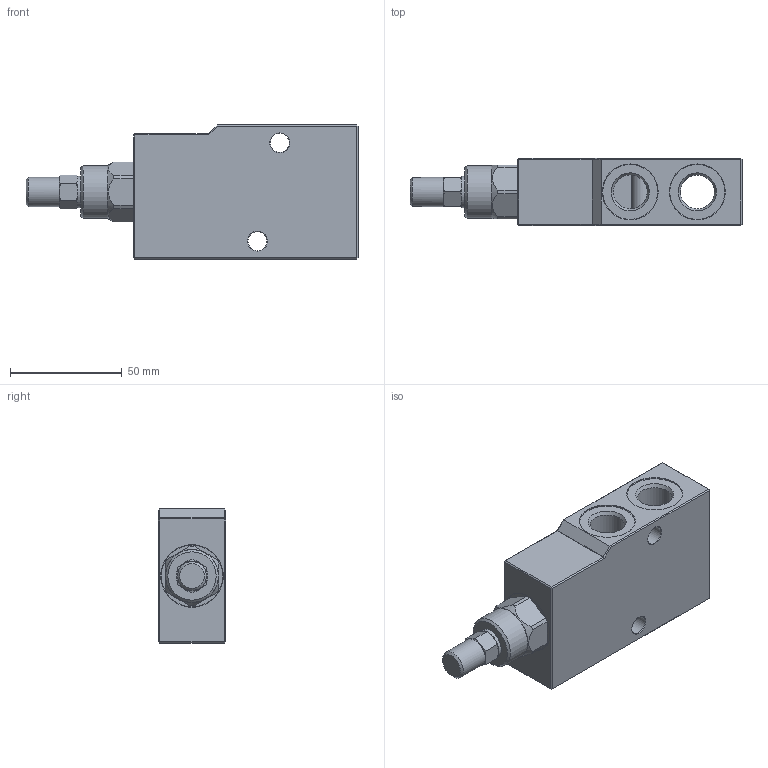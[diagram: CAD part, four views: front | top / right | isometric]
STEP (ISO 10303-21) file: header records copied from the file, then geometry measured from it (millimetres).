
FILE_DESCRIPTION(/* description */ ('Unknown'),/* implementation_level */ '2;1');
FILE_NAME(/* name */ 'V0392',/* time_stamp */ '2017-05-08T09:03:04+02:00',/* author */ ('Unknown'),/* organization */ ('Unknown'),/* preprocessor_version */ 'ST-DEVELOPER v16.7',/* originating_system */ 'DEX',/* authorisation */ $);
FILE_SCHEMA (('AUTOMOTIVE_DESIGN {1 0 10303 214 3 1 1}'));
Length unit declared in the file: millimetre
Products named in the file (1): V0392
Bounding box: 148.5 x 30 x 60 mm (x, y, z)
Surface area: 27479.2 mm2 (no closed solid volume)
Topology: 0 solids, 5 shells, 121 faces, 300 edges, 177 vertices
Faces by surface type: plane 52, cone 23, cylinder 22, bspline 12, torus 12
Full cylindrical faces by diameter (mm): 8.5 x2, 13 x1, 14 x1, 15.2 x4, 23.6 x1, 25 x4
Entity records: 4745 total; most frequent: CARTESIAN_POINT 1795, DIRECTION 501, ORIENTED_EDGE 450, EDGE_CURVE 239, AXIS2_PLACEMENT_3D 206, EDGE_LOOP 167, FACE_BOUND 167, VERTEX_POINT 158
